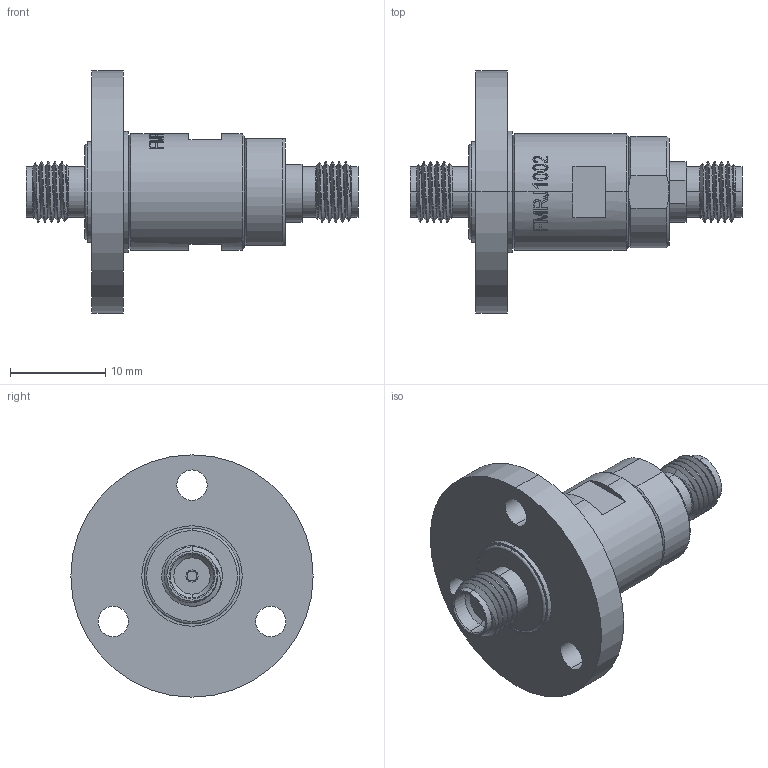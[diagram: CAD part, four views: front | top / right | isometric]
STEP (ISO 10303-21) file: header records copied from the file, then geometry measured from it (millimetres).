
FILE_DESCRIPTION (( 'STEP AP214' ), '1' );
FILE_NAME ('FMRJ1002_3D.step', '2024-12-02T19:31:14', ( '' ), ( '' ), 'SwSTEP 2.0', 'SolidWorks 2022', '' );
FILE_SCHEMA (( 'AUTOMOTIVE_DESIGN' ));
Length unit declared in the file: inch
Products named in the file (1): FMRJ1002_3D
Bounding box: 34.8 x 25.4 x 25.4 mm (x, y, z)
Volume: 3859.6 mm3; surface area: 2452.6 mm2
Topology: 1 solids, 1 shells, 219 faces, 550 edges, 358 vertices
Faces by surface type: cylinder 70, plane 66, bspline 57, cone 24, torus 2
Entity records: 13508 total; most frequent: CARTESIAN_POINT 8733, ORIENTED_EDGE 1100, DIRECTION 801, EDGE_CURVE 550, VERTEX_POINT 358, AXIS2_PLACEMENT_3D 321, EDGE_LOOP 250, ADVANCED_FACE 219
